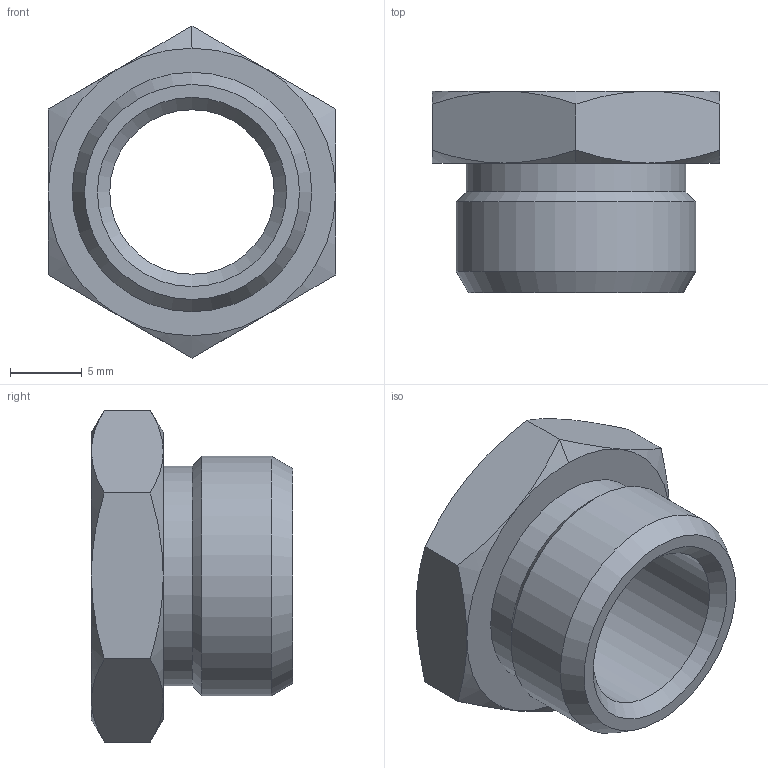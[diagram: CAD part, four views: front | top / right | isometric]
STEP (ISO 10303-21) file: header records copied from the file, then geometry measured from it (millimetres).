
FILE_DESCRIPTION(/* description */ ('Alibre Inc.'),/* implementation_level */ '2;1');
FILE_NAME(/* name */ 'export-A5D2E96D-51A7-43AE-A27B-86FB56000507',/* time_stamp */ '2019-11-21T19:32:51+01:00',/* author */ (''),/* organization */ (''),/* preprocessor_version */ 'ST-DEVELOPER v17',/* originating_system */ 'Alibre',/* authorisation */ '');
FILE_SCHEMA (('AUTOMOTIVE_DESIGN'));
Length unit declared in the file: millimetre
Bounding box: 20 x 14 x 23.09 mm (x, y, z)
Volume: 2096.9 mm3; surface area: 1744.6 mm2
Topology: 1 solids, 1 shells, 30 faces, 66 edges, 39 vertices
Faces by surface type: cone 18, plane 9, cylinder 3
Full cylindrical faces by diameter (mm): 11.445 x1, 15.3 x1, 16.662 x1
Entity records: 840 total; most frequent: CARTESIAN_POINT 183, ORIENTED_EDGE 132, DIRECTION 120, EDGE_CURVE 66, AXIS2_PLACEMENT_3D 57, VERTEX_POINT 39, EDGE_LOOP 33, FACE_BOUND 33
